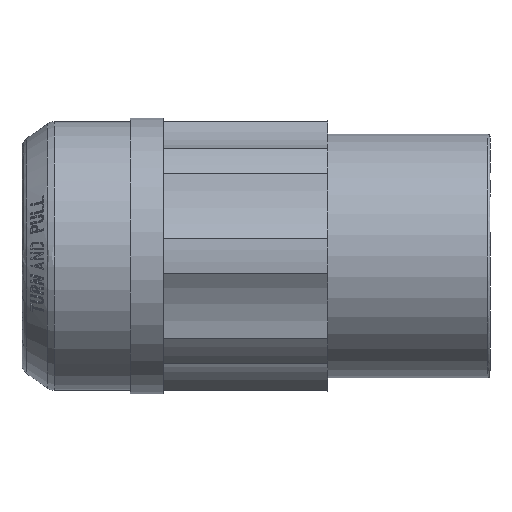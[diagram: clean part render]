
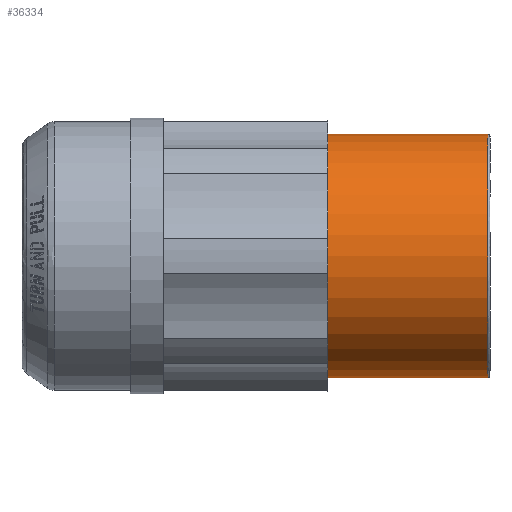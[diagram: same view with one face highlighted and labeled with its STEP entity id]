
A CAD part, front view. The second image highlights one B-rep face of the part: STEP entity #36334.
In plain terms, the highlighted cylindrical face has radius 24.994 mm (diameter 49.987 mm), a full revolution.
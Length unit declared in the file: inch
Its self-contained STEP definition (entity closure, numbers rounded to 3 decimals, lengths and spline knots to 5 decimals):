
#2537 = DIRECTION ( 'NONE',  ( 0., 0., -1. ) ) ;
#3336 = EDGE_CURVE ( 'NONE', #19260, #19260, #3785, .T. ) ;
#3785 = CIRCLE ( 'NONE', #21190, 0.984 ) ;
#4003 = DIRECTION ( 'NONE',  ( 1., 0., 0. ) ) ;
#4425 = CARTESIAN_POINT ( 'NONE',  ( 1.293, 0., -0.984 ) ) ;
#5480 = DIRECTION ( 'NONE',  ( 0., 0., -1. ) ) ;
#6564 = CARTESIAN_POINT ( 'NONE',  ( 1.06462, 0., 0. ) ) ;
#7882 = EDGE_CURVE ( 'NONE', #22977, #22977, #26751, .T. ) ;
#8179 = CARTESIAN_POINT ( 'NONE',  ( 1.293, 0., 0. ) ) ;
#11185 = FACE_OUTER_BOUND ( 'NONE', #16100, .T. ) ;
#11281 = CARTESIAN_POINT ( 'NONE',  ( 0., 0., 0. ) ) ;
#14147 = ORIENTED_EDGE ( 'NONE', *, *, #7882, .T. ) ;
#14237 = DIRECTION ( 'NONE',  ( -1., 0., 0. ) ) ;
#15153 = AXIS2_PLACEMENT_3D ( 'NONE', #6564, #4003, #36657 ) ;
#15677 = AXIS2_PLACEMENT_3D ( 'NONE', #8179, #14237, #5480 ) ;
#16015 = EDGE_LOOP ( 'NONE', ( #14147 ) ) ;
#16100 = EDGE_LOOP ( 'NONE', ( #33140 ) ) ;
#17193 = DIRECTION ( 'NONE',  ( 1., 0., 0. ) ) ;
#18479 = CARTESIAN_POINT ( 'NONE',  ( 0., 0., -0.984 ) ) ;
#19260 = VERTEX_POINT ( 'NONE', #18479 ) ;
#21190 = AXIS2_PLACEMENT_3D ( 'NONE', #11281, #17193, #2537 ) ;
#22977 = VERTEX_POINT ( 'NONE', #4425 ) ;
#26469 = FACE_OUTER_BOUND ( 'NONE', #16015, .T. ) ;
#26751 = CIRCLE ( 'NONE', #15677, 0.984 ) ;
#33140 = ORIENTED_EDGE ( 'NONE', *, *, #3336, .T. ) ;
#35782 = CYLINDRICAL_SURFACE ( 'NONE', #15153, 0.984 ) ;
#36334 = ADVANCED_FACE ( 'NONE', ( #11185, #26469 ), #35782, .T. ) ;
#36657 = DIRECTION ( 'NONE',  ( 0., 0., -1. ) ) ;
